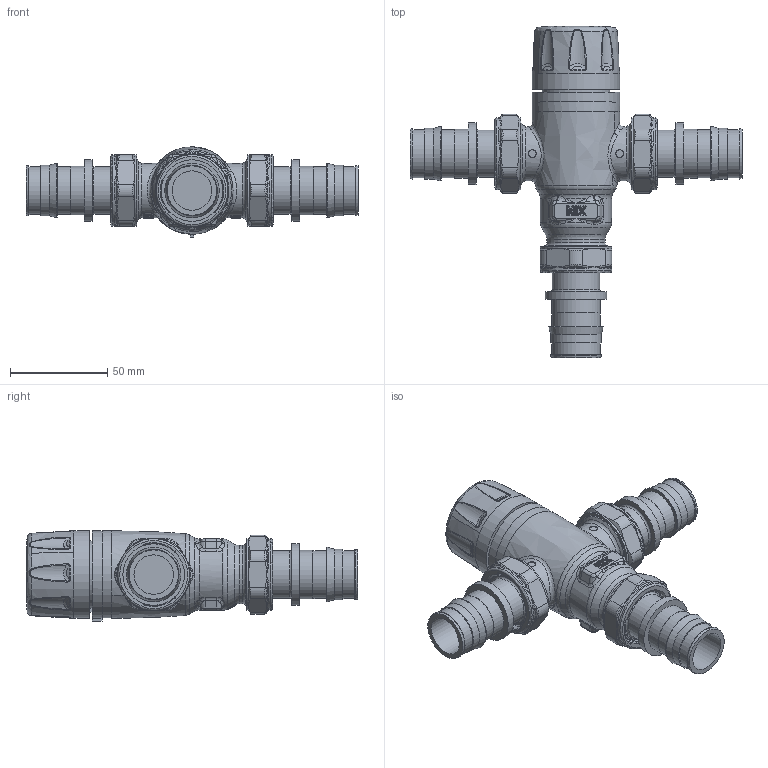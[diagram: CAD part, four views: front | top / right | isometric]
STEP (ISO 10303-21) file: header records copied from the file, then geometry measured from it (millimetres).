
FILE_DESCRIPTION(/* description */ (''),/* implementation_level */ '2;1');
FILE_NAME(/* name */ '521608A_Simplify_1.stp',/* time_stamp */ '2025-07-31T09:25:02-05:00',/* author */ ('ischreiner'),/* organization */ (''),/* preprocessor_version */ 'ST-DEVELOPER v20',/* originating_system */ 'Autodesk Inventor 2025',/* authorisation */ '');
FILE_SCHEMA (('AUTOMOTIVE_DESIGN { 1 0 10303 214 3 1 1 }'));
Products named in the file (1): 521608A_Simplify_1
Bounding box: 170.99 x 170.55 x 46.5 mm (x, y, z)
Volume: 232471.8 mm3; surface area: 60168 mm2
Topology: 7 solids, 7 shells, 1558 faces, 3608 edges, 1972 vertices
Faces by surface type: bspline 619, cylinder 441, plane 229, cone 96, torus 93, sphere 80
Full cylindrical faces by diameter (mm): 2 x1, 4 x2, 8 x1, 9 x1, 20.32 x3, 24.384 x3, 24.765 x6, 25.095 x3, 26.111 x3, 27.686 x3, 28 x2, 29.515 x3, 30 x1, 30.5 x3, 31 x1, 31.75 x3, 33.1 x3, 37 x6, 45 x2
Entity records: 86674 total; most frequent: CARTESIAN_POINT 53173, ORIENTED_EDGE 6932, DIRECTION 6182, EDGE_CURVE 3466, AXIS2_PLACEMENT_3D 2627, VERTEX_POINT 1972, EDGE_LOOP 1620, STYLED_ITEM 1565
